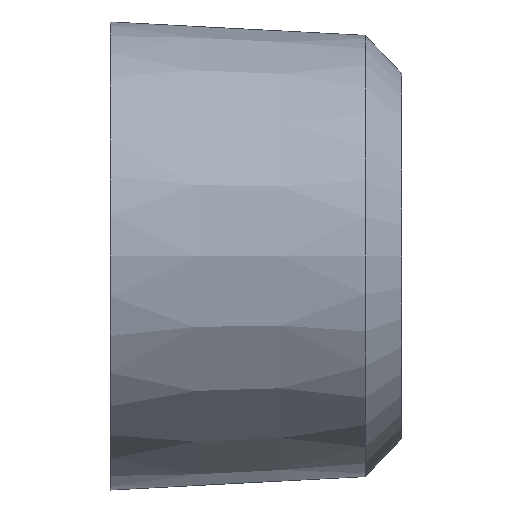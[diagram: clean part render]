
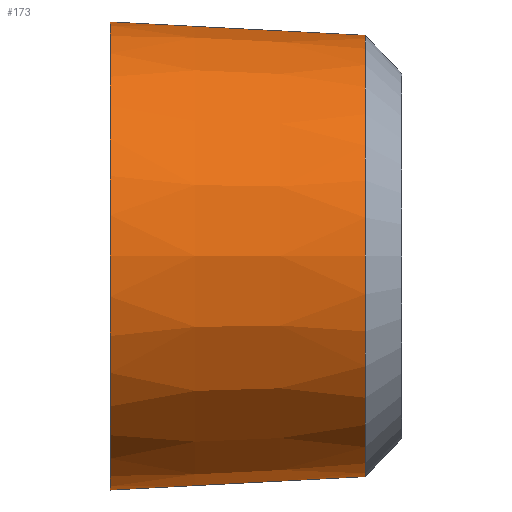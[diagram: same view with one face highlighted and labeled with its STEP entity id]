
A CAD part, left-side view. The second image highlights one B-rep face of the part: STEP entity #173.
In plain terms, the highlighted conical face has half-angle 3 degrees and reference radius 6.21 mm.
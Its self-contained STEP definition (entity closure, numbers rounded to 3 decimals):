
#61=FACE_BOUND('',#78,.T.);
#65=FACE_OUTER_BOUND('',#77,.T.);
#77=EDGE_LOOP('',(#130));
#78=EDGE_LOOP('',(#131));
#89=CIRCLE('',#192,6.052);
#90=CIRCLE('',#195,6.419);
#92=VERTEX_POINT('',#256);
#93=VERTEX_POINT('',#260);
#107=EDGE_CURVE('',#92,#92,#89,.T.);
#108=EDGE_CURVE('',#93,#93,#90,.T.);
#130=ORIENTED_EDGE('',*,*,#108,.F.);
#131=ORIENTED_EDGE('',*,*,#107,.F.);
#170=CONICAL_SURFACE('',#194,6.21,3.);
#173=ADVANCED_FACE('',(#65,#61),#170,.T.);
#192=AXIS2_PLACEMENT_3D('',#257,#210,#211);
#194=AXIS2_PLACEMENT_3D('',#259,#214,#215);
#195=AXIS2_PLACEMENT_3D('',#261,#216,#217);
#210=DIRECTION('center_axis',(0.,-1.,0.));
#211=DIRECTION('ref_axis',(1.,0.,0.));
#214=DIRECTION('center_axis',(0.,1.,0.));
#215=DIRECTION('ref_axis',(-1.,0.,0.));
#216=DIRECTION('center_axis',(0.,1.,0.));
#217=DIRECTION('ref_axis',(-1.,0.,0.));
#256=CARTESIAN_POINT('',(-6.052,0.999,0.));
#257=CARTESIAN_POINT('Origin',(0.,0.999,
0.));
#259=CARTESIAN_POINT('Origin',(0.,4.,0.));
#260=CARTESIAN_POINT('',(-6.419,8.,0.));
#261=CARTESIAN_POINT('Origin',(0.,8.,0.));
